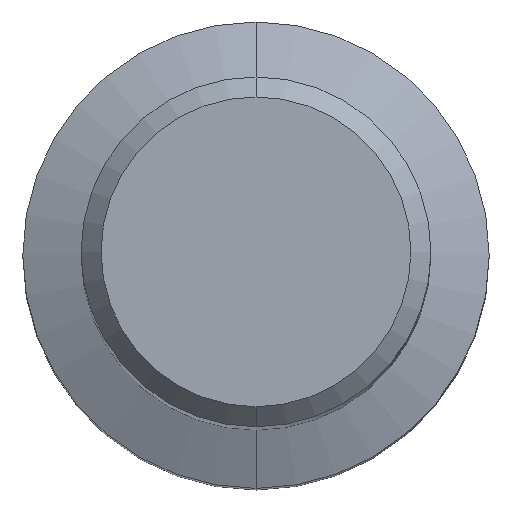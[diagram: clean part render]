
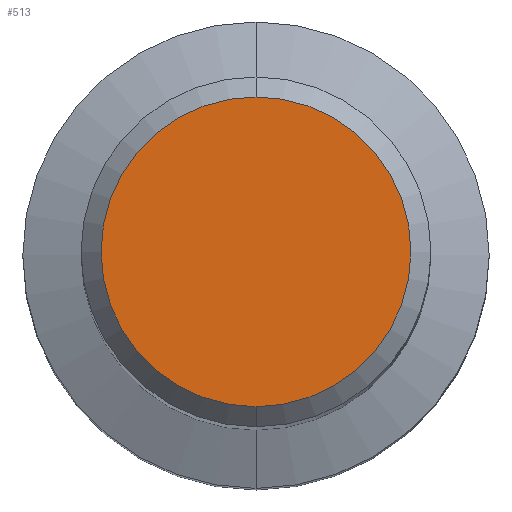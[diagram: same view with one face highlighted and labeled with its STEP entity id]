
A CAD part, top view. The second image highlights one B-rep face of the part: STEP entity #513.
In plain terms, the highlighted planar face has unit normal (0, 0, 1).
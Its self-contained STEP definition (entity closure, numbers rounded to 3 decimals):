
#235=EDGE_CURVE('',#385,#401,#593,.T.);
#385=VERTEX_POINT('',#758);
#401=VERTEX_POINT('',#774);
#511=EDGE_CURVE('',#401,#385,#900,.T.);
#513=ADVANCED_FACE('',(#902),#903,.T.);
#593=CIRCLE('',#1009,4.65);
#758=CARTESIAN_POINT('',(0.,-4.65,0.0));
#774=CARTESIAN_POINT('',(0.0,4.65,0.0));
#900=CIRCLE('',#1589,4.65);
#902=FACE_OUTER_BOUND('',#1591,.T.);
#903=PLANE('',#1592);
#1009=AXIS2_PLACEMENT_3D('',#1706,#1707,#1708);
#1589=AXIS2_PLACEMENT_3D('',#2078,#2079,#2080);
#1591=EDGE_LOOP('',(#2082,#2083));
#1592=AXIS2_PLACEMENT_3D('',#2084,#2085,#2086);
#1706=CARTESIAN_POINT('',(0.0,0.0,0.0));
#1707=DIRECTION('',(0.0,0.0,-1.0));
#1708=DIRECTION('',(0.0,1.0,0.0));
#2078=CARTESIAN_POINT('',(0.0,0.0,0.0));
#2079=DIRECTION('',(0.0,0.0,-1.0));
#2080=DIRECTION('',(0.0,1.0,0.0));
#2082=ORIENTED_EDGE('',*,*,#511,.F.);
#2083=ORIENTED_EDGE('',*,*,#235,.F.);
#2084=CARTESIAN_POINT('',(0.0,2.325,0.0));
#2085=DIRECTION('',(-0.0,0.0,1.0));
#2086=DIRECTION('',(0.0,-1.0,0.0));
